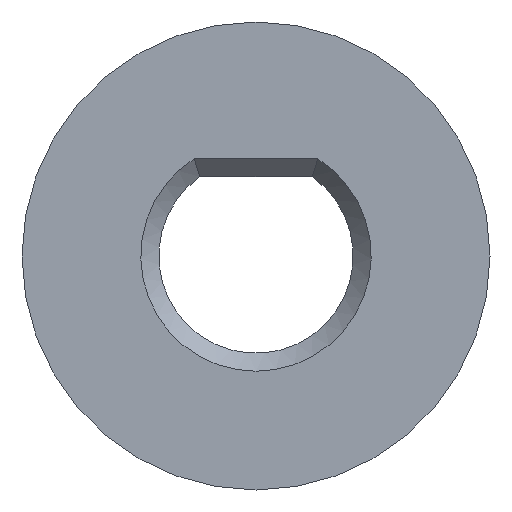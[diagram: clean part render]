
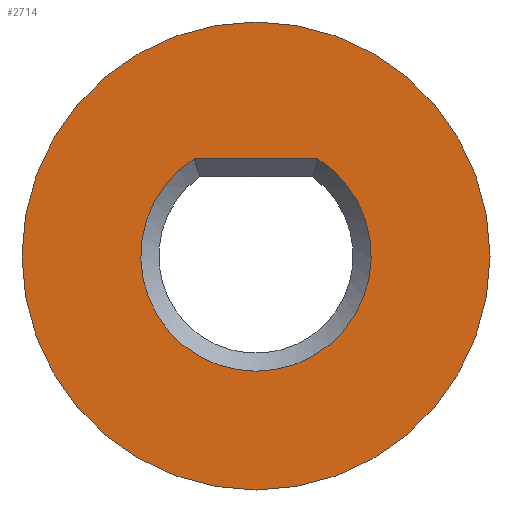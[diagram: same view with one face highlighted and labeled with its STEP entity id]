
A CAD part, front view. The second image highlights one B-rep face of the part: STEP entity #2714.
In plain terms, the highlighted planar face has unit normal (0, -1, 0).
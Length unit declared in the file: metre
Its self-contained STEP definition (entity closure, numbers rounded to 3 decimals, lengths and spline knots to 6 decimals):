
#216=PLANE('',#3003);
#402=CIRCLE('',#3004,0.0032);
#403=CIRCLE('',#3005,0.0065);
#1321=ORIENTED_EDGE('',*,*,#1754,.T.);
#1322=ORIENTED_EDGE('',*,*,#1755,.T.);
#1323=ORIENTED_EDGE('',*,*,#1756,.T.);
#1754=EDGE_CURVE('',#2013,#2014,#402,.F.);
#1755=EDGE_CURVE('',#2014,#2013,#2064,.T.);
#1756=EDGE_CURVE('',#2015,#2015,#403,.T.);
#2013=VERTEX_POINT('',#13109);
#2014=VERTEX_POINT('',#13110);
#2015=VERTEX_POINT('',#13113);
#2064=LINE('',#13111,#2113);
#2113=VECTOR('',#3607,1.);
#2286=EDGE_LOOP('',(#1321,#1322));
#2287=EDGE_LOOP('',(#1323));
#2464=FACE_BOUND('',#2286,.T.);
#2465=FACE_BOUND('',#2287,.T.);
#2714=ADVANCED_FACE('',(#2464,#2465),#216,.T.);
#3003=AXIS2_PLACEMENT_3D('',#13107,#3603,#3604);
#3004=AXIS2_PLACEMENT_3D('',#13108,#3605,#3606);
#3005=AXIS2_PLACEMENT_3D('',#13112,#3608,#3609);
#3603=DIRECTION('',(0.,-1.,0.));
#3604=DIRECTION('',(0.964,0.,0.265));
#3605=DIRECTION('',(0.,-1.,0.));
#3606=DIRECTION('',(0.,0.,-1.));
#3607=DIRECTION('',(1.,0.,0.));
#3608=DIRECTION('',(0.,-1.,0.));
#3609=DIRECTION('',(0.,0.,-1.));
#13107=CARTESIAN_POINT('',(0.,-0.011,0.));
#13108=CARTESIAN_POINT('',(0.,-0.011,0.));
#13109=CARTESIAN_POINT('',(0.001718,-0.011,0.0027));
#13110=CARTESIAN_POINT('',(-0.001718,-0.011,0.0027));
#13111=CARTESIAN_POINT('',(0.,-0.011,0.0027));
#13112=CARTESIAN_POINT('',(0.,-0.011,0.));
#13113=CARTESIAN_POINT('',(0.,-0.011,-0.0065));
